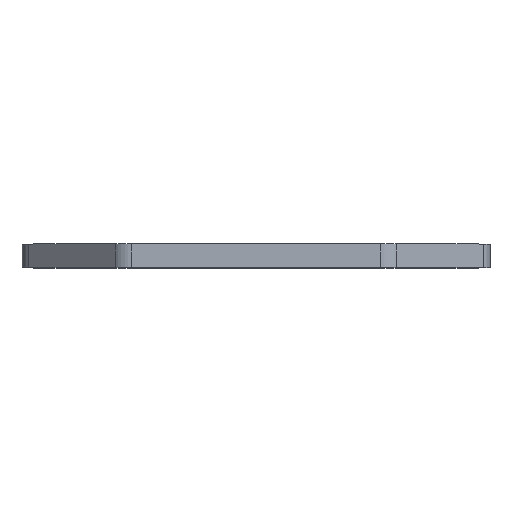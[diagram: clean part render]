
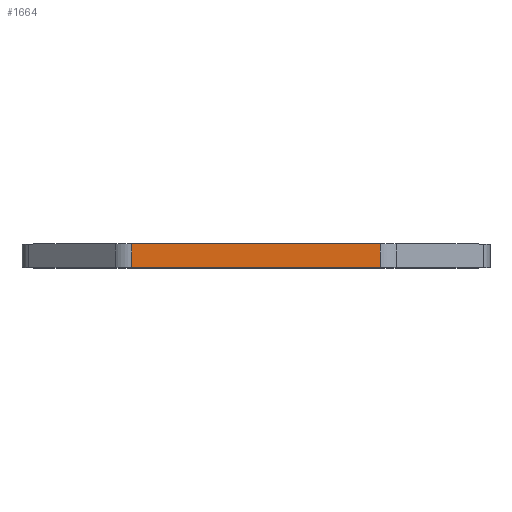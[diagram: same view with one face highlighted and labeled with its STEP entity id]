
A CAD part, top view. The second image highlights one B-rep face of the part: STEP entity #1664.
In plain terms, the highlighted planar face has unit normal (0, 0, 1).
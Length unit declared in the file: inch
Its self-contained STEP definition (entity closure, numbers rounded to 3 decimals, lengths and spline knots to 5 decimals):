
#80 = ORIENTED_EDGE ( 'NONE', *, *, #625, .T. ) ;
#339 = VECTOR ( 'NONE', #1802, 39.37008 ) ;
#402 = FACE_OUTER_BOUND ( 'NONE', #1517, .T. ) ;
#488 = DIRECTION ( 'NONE',  ( 1., 0., 0. ) ) ;
#579 = EDGE_CURVE ( 'NONE', #1199, #986, #1302, .T. ) ;
#625 = EDGE_CURVE ( 'NONE', #986, #1323, #1182, .T. ) ;
#633 = CARTESIAN_POINT ( 'NONE',  ( -0.71213, 0.125, 1.245 ) ) ;
#644 = CARTESIAN_POINT ( 'NONE',  ( -0.71213, 0., 1.245 ) ) ;
#704 = VECTOR ( 'NONE', #2025, 39.37008 ) ;
#710 = CARTESIAN_POINT ( 'NONE',  ( -0.66035, 0., 1.245 ) ) ;
#711 = VECTOR ( 'NONE', #2334, 39.37008 ) ;
#815 = VERTEX_POINT ( 'NONE', #2164 ) ;
#821 = PLANE ( 'NONE',  #1080 ) ;
#912 = CARTESIAN_POINT ( 'NONE',  ( -0.66035, 0.125, 1.245 ) ) ;
#986 = VERTEX_POINT ( 'NONE', #1424 ) ;
#998 = DIRECTION ( 'NONE',  ( -1., 0., 0. ) ) ;
#1025 = CARTESIAN_POINT ( 'NONE',  ( -0.71213, 0.125, 1.245 ) ) ;
#1062 = ORIENTED_EDGE ( 'NONE', *, *, #579, .T. ) ;
#1080 = AXIS2_PLACEMENT_3D ( 'NONE', #633, #1536, #998 ) ;
#1182 = LINE ( 'NONE', #2388, #711 ) ;
#1199 = VERTEX_POINT ( 'NONE', #710 ) ;
#1302 = LINE ( 'NONE', #644, #339 ) ;
#1323 = VERTEX_POINT ( 'NONE', #2231 ) ;
#1424 = CARTESIAN_POINT ( 'NONE',  ( 0.66035, 0., 1.245 ) ) ;
#1517 = EDGE_LOOP ( 'NONE', ( #1062, #80, #1661, #2339 ) ) ;
#1536 = DIRECTION ( 'NONE',  ( 0., 0., -1. ) ) ;
#1661 = ORIENTED_EDGE ( 'NONE', *, *, #1829, .F. ) ;
#1664 = ADVANCED_FACE ( 'NONE', ( #402 ), #821, .F. ) ;
#1802 = DIRECTION ( 'NONE',  ( 1., 0., 0. ) ) ;
#1829 = EDGE_CURVE ( 'NONE', #815, #1323, #2150, .T. ) ;
#1953 = EDGE_CURVE ( 'NONE', #815, #1199, #2133, .T. ) ;
#2023 = VECTOR ( 'NONE', #488, 39.37008 ) ;
#2025 = DIRECTION ( 'NONE',  ( 0., -1., 0. ) ) ;
#2133 = LINE ( 'NONE', #912, #704 ) ;
#2150 = LINE ( 'NONE', #1025, #2023 ) ;
#2164 = CARTESIAN_POINT ( 'NONE',  ( -0.66035, 0.125, 1.245 ) ) ;
#2231 = CARTESIAN_POINT ( 'NONE',  ( 0.66035, 0.125, 1.245 ) ) ;
#2334 = DIRECTION ( 'NONE',  ( 0., 1., 0. ) ) ;
#2339 = ORIENTED_EDGE ( 'NONE', *, *, #1953, .T. ) ;
#2388 = CARTESIAN_POINT ( 'NONE',  ( 0.66035, 0.125, 1.245 ) ) ;
